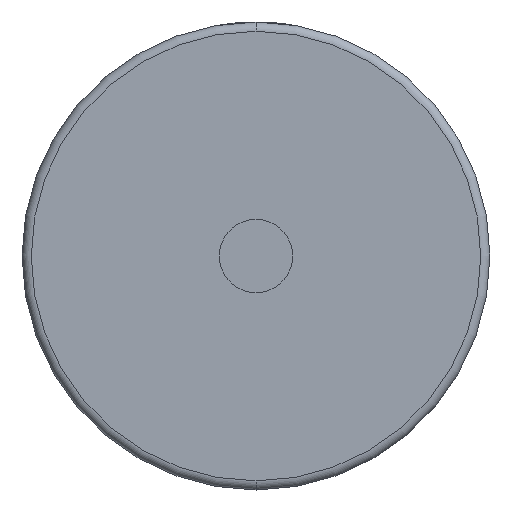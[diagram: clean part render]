
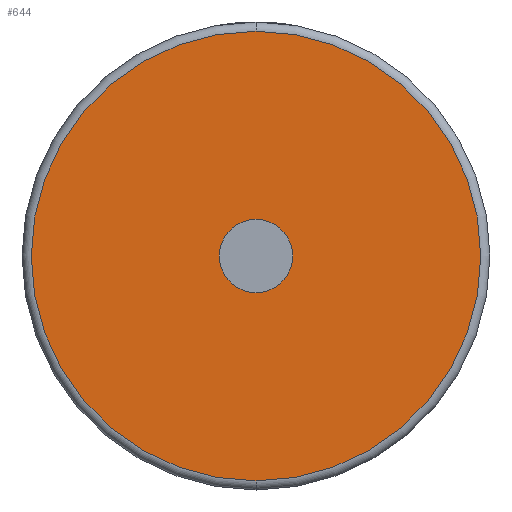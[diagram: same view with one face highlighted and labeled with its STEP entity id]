
A CAD part, front view. The second image highlights one B-rep face of the part: STEP entity #644.
In plain terms, the highlighted planar face has unit normal (0, -1, 0).
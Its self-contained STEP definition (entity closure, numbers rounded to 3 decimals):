
#96 = EDGE_LOOP ( 'NONE', ( #1053, #1279 ) ) ;
#181 = CIRCLE ( 'NONE', #740, 24.5 ) ;
#191 = CARTESIAN_POINT ( 'NONE',  ( 0., 0., 0. ) ) ;
#233 = CIRCLE ( 'NONE', #2484, 4. ) ;
#304 = EDGE_CURVE ( 'NONE', #1118, #2603, #181, .T. ) ;
#365 = DIRECTION ( 'NONE',  ( 0., -1., 0. ) ) ;
#377 = EDGE_CURVE ( 'NONE', #2603, #1118, #3176, .T. ) ;
#431 = ORIENTED_EDGE ( 'NONE', *, *, #304, .T. ) ;
#483 = DIRECTION ( 'NONE',  ( 0., 0., 1. ) ) ;
#531 = DIRECTION ( 'NONE',  ( 0., 0., 1. ) ) ;
#592 = ORIENTED_EDGE ( 'NONE', *, *, #377, .T. ) ;
#593 = CARTESIAN_POINT ( 'NONE',  ( 0., 0., 4. ) ) ;
#644 = ADVANCED_FACE ( 'NONE', ( #986, #830 ), #1190, .F. ) ;
#677 = EDGE_CURVE ( 'NONE', #1217, #2231, #233, .T. ) ;
#740 = AXIS2_PLACEMENT_3D ( 'NONE', #1846, #2583, #1856 ) ;
#803 = CARTESIAN_POINT ( 'NONE',  ( 0., 0., -24.5 ) ) ;
#814 = AXIS2_PLACEMENT_3D ( 'NONE', #191, #1660, #962 ) ;
#830 = FACE_BOUND ( 'NONE', #96, .T. ) ;
#837 = EDGE_LOOP ( 'NONE', ( #431, #592 ) ) ;
#855 = CARTESIAN_POINT ( 'NONE',  ( 0., 0., 0. ) ) ;
#962 = DIRECTION ( 'NONE',  ( 0., 0., 1. ) ) ;
#986 = FACE_OUTER_BOUND ( 'NONE', #837, .T. ) ;
#1053 = ORIENTED_EDGE ( 'NONE', *, *, #2251, .F. ) ;
#1118 = VERTEX_POINT ( 'NONE', #2183 ) ;
#1190 = PLANE ( 'NONE',  #2020 ) ;
#1217 = VERTEX_POINT ( 'NONE', #3182 ) ;
#1279 = ORIENTED_EDGE ( 'NONE', *, *, #677, .F. ) ;
#1447 = CARTESIAN_POINT ( 'NONE',  ( 0., 0., 0. ) ) ;
#1660 = DIRECTION ( 'NONE',  ( 0., -1., 0. ) ) ;
#1720 = CARTESIAN_POINT ( 'NONE',  ( 0., 0., 0. ) ) ;
#1846 = CARTESIAN_POINT ( 'NONE',  ( 0., 0., 0. ) ) ;
#1856 = DIRECTION ( 'NONE',  ( 0., 0., 1. ) ) ;
#1954 = DIRECTION ( 'NONE',  ( 0., -1., 0. ) ) ;
#2020 = AXIS2_PLACEMENT_3D ( 'NONE', #1447, #3172, #483 ) ;
#2061 = DIRECTION ( 'NONE',  ( 0., 0., 1. ) ) ;
#2183 = CARTESIAN_POINT ( 'NONE',  ( 0., 0., 24.5 ) ) ;
#2231 = VERTEX_POINT ( 'NONE', #593 ) ;
#2251 = EDGE_CURVE ( 'NONE', #2231, #1217, #3113, .T. ) ;
#2442 = AXIS2_PLACEMENT_3D ( 'NONE', #855, #365, #2061 ) ;
#2484 = AXIS2_PLACEMENT_3D ( 'NONE', #1720, #1954, #531 ) ;
#2583 = DIRECTION ( 'NONE',  ( 0., -1., 0. ) ) ;
#2603 = VERTEX_POINT ( 'NONE', #803 ) ;
#3113 = CIRCLE ( 'NONE', #2442, 4. ) ;
#3172 = DIRECTION ( 'NONE',  ( 0., 1., 0. ) ) ;
#3176 = CIRCLE ( 'NONE', #814, 24.5 ) ;
#3182 = CARTESIAN_POINT ( 'NONE',  ( 0., 0., -4. ) ) ;
